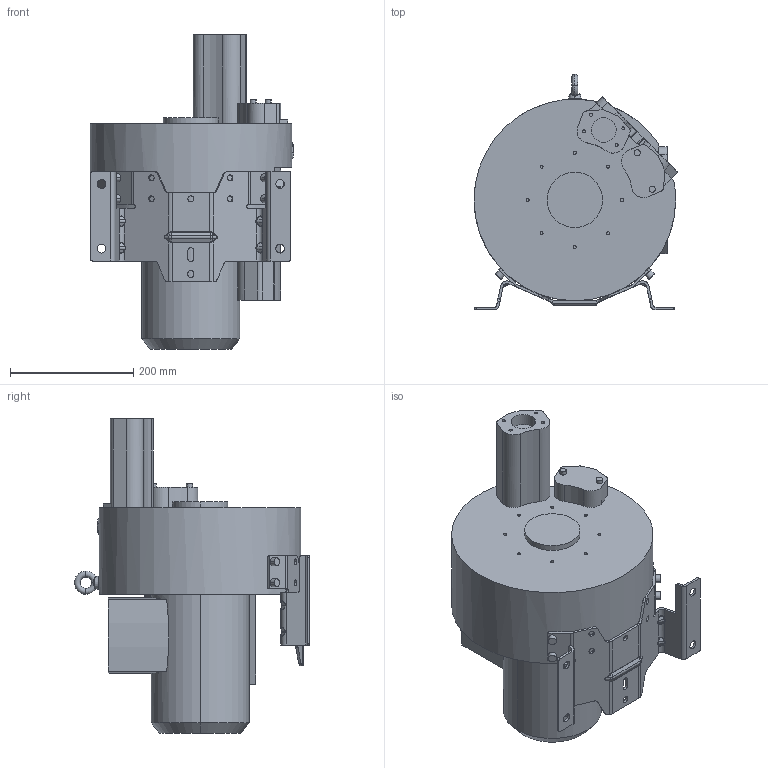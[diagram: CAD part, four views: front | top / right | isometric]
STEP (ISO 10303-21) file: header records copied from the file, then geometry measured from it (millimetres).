
FILE_DESCRIPTION((''),'2;1');
FILE_NAME('4RB320-0AQ46-1-JT','2025-02-18T',('Administrator'),(''),'PRO/ENGINEER BY PARAMETRIC TECHNOLOGY CORPORATION, 2007090','PRO/ENGINEER BY PARAMETRIC TECHNOLOGY CORPORATION, 2007090','');
FILE_SCHEMA(('AUTOMOTIVE_DESIGN_CC2 { 1 2 10303 214 -1 1 5 2 }'));
Length unit declared in the file: millimetre
Products named in the file (1): 4RB320-0AQ46-1-JT
Bounding box: 331.13 x 382.16 x 511.02 mm (x, y, z)
Volume: 18919072.9 mm3; surface area: 683355.5 mm2
Topology: 1 solids, 1 shells, 572 faces, 1619 edges, 1082 vertices
Faces by surface type: cylinder 251, plane 207, bspline 64, extrusion 26, torus 14, cone 6, sphere 4
Entity records: 22632 total; most frequent: CARTESIAN_POINT 8132, ORIENTED_EDGE 3230, DIRECTION 2796, EDGE_CURVE 1615, VERTEX_POINT 1082, AXIS2_PLACEMENT_3D 1030, VECTOR 736, LINE 710
